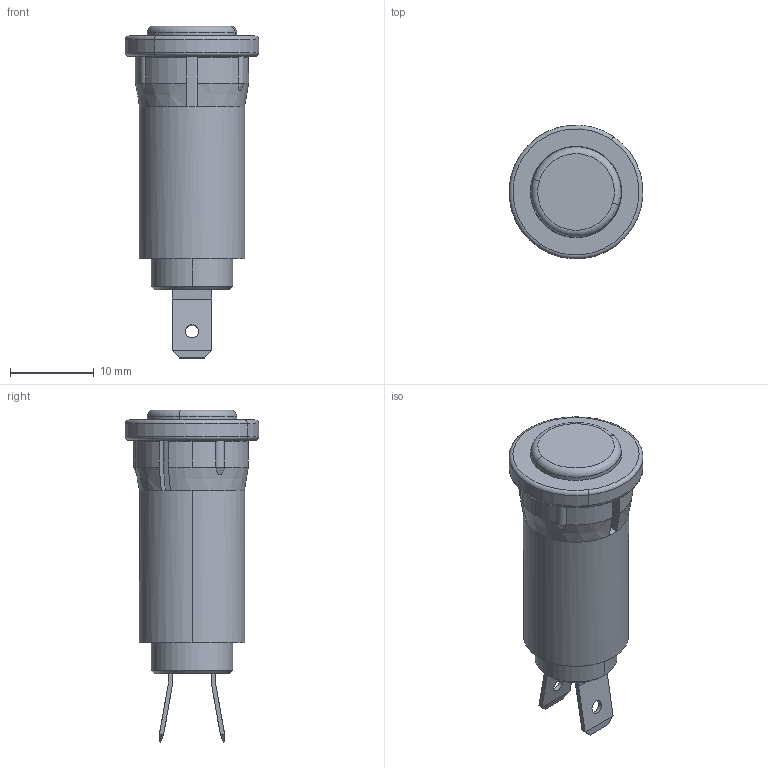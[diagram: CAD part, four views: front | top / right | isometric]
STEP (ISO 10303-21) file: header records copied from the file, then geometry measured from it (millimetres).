
FILE_DESCRIPTION (( 'STEP AP214' ), '1' );
FILE_NAME ('32R-23T.STEP', '2019-05-14T20:58:22', ( 'user' ), ( 'Microsoft' ), 'SwSTEP 2.0', 'SolidWorks 2018', '' );
FILE_SCHEMA (( 'AUTOMOTIVE_DESIGN' ));
Length unit declared in the file: foot
Products named in the file (6): 92000110XX - P102145 Rev M; 32R-23T; 890008XX0X_Lens; 98004XXXXX_98001XXXXX_Base_9800480208; 7800301000 Terminal .187 W_.187 wide; 91000902xx
Assembly tree (6 placements, depth 2):
  32R-23T
    92000110XX - P102145 Rev M
    91000902xx
    7800301000 Terminal .187 W_.187 wide  x2
    98004XXXXX_98001XXXXX_Base_9800480208
    890008XX0X_Lens
Bounding box: 15.96 x 15.96 x 39.66 mm (x, y, z)
Volume: 1913.6 mm3; surface area: 4285.8 mm2
Topology: 6 solids, 6 shells, 260 faces, 643 edges, 399 vertices
Faces by surface type: plane 109, cylinder 86, torus 30, bspline 21, cone 12, sphere 2
Entity records: 7530 total; most frequent: CARTESIAN_POINT 1627, DIRECTION 1223, ORIENTED_EDGE 1166, EDGE_CURVE 583, AXIS2_PLACEMENT_3D 465, VERTEX_POINT 361, LINE 293, VECTOR 293
